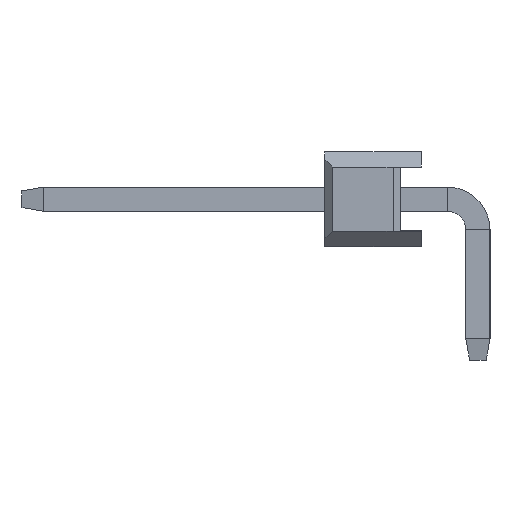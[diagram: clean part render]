
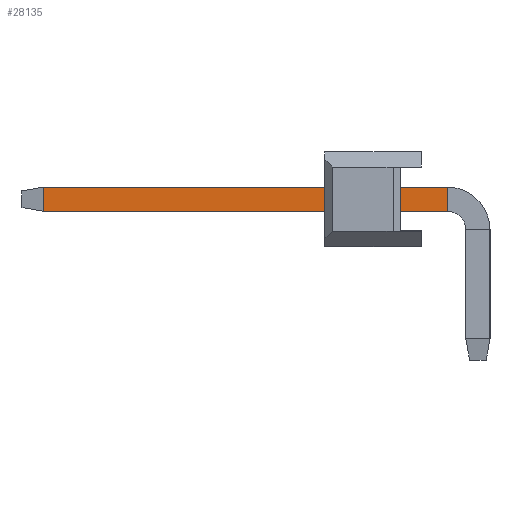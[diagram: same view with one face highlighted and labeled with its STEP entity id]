
A CAD part, left-side view. The second image highlights one B-rep face of the part: STEP entity #28135.
In plain terms, the highlighted planar face has unit normal (-1, 0, 0).
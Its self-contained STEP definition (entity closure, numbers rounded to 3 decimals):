
#2142 = PLANE ( 'NONE',  #20594 ) ;
#2385 = LINE ( 'NONE', #13019, #12649 ) ;
#3431 = VERTEX_POINT ( 'NONE', #7816 ) ;
#3755 = EDGE_CURVE ( 'NONE', #16475, #19306, #22818, .T. ) ;
#5822 = LINE ( 'NONE', #16460, #18335 ) ;
#7132 = LINE ( 'NONE', #17769, #33338 ) ;
#7816 = CARTESIAN_POINT ( 'NONE',  ( -61.28, 9.973, 0.32 ) ) ;
#7823 = EDGE_CURVE ( 'NONE', #3431, #31571, #7132, .T. ) ;
#7920 = VECTOR ( 'NONE', #9548, 1000. ) ;
#8854 = ORIENTED_EDGE ( 'NONE', *, *, #7823, .T. ) ;
#9548 = DIRECTION ( 'NONE',  ( 0., 0., 1. ) ) ;
#12649 = VECTOR ( 'NONE', #23679, 1000. ) ;
#12769 = CARTESIAN_POINT ( 'NONE',  ( -61.28, 10.54, 0.32 ) ) ;
#13019 = CARTESIAN_POINT ( 'NONE',  ( -61.28, 10.54, 0.32 ) ) ;
#16145 = ORIENTED_EDGE ( 'NONE', *, *, #3755, .T. ) ;
#16377 = CARTESIAN_POINT ( 'NONE',  ( -61.28, -0.7, -0.32 ) ) ;
#16460 = CARTESIAN_POINT ( 'NONE',  ( -61.28, 10.54, -0.32 ) ) ;
#16475 = VERTEX_POINT ( 'NONE', #16377 ) ;
#17769 = CARTESIAN_POINT ( 'NONE',  ( -61.28, 9.973, -0.32 ) ) ;
#18335 = VECTOR ( 'NONE', #27131, 1000. ) ;
#19306 = VERTEX_POINT ( 'NONE', #34063 ) ;
#19340 = EDGE_LOOP ( 'NONE', ( #19485, #8854, #20683, #16145 ) ) ;
#19485 = ORIENTED_EDGE ( 'NONE', *, *, #31094, .F. ) ;
#20594 = AXIS2_PLACEMENT_3D ( 'NONE', #12769, #23426, #34008 ) ;
#20683 = ORIENTED_EDGE ( 'NONE', *, *, #33181, .T. ) ;
#22818 = LINE ( 'NONE', #33409, #7920 ) ;
#23426 = DIRECTION ( 'NONE',  ( 1., 0., 0. ) ) ;
#23679 = DIRECTION ( 'NONE',  ( 0., -1., 0. ) ) ;
#26041 = FACE_OUTER_BOUND ( 'NONE', #19340, .T. ) ;
#26940 = CARTESIAN_POINT ( 'NONE',  ( -61.28, 9.973, -0.32 ) ) ;
#27131 = DIRECTION ( 'NONE',  ( 0., -1., 0. ) ) ;
#28135 = ADVANCED_FACE ( 'NONE', ( #26041 ), #2142, .F. ) ;
#28419 = DIRECTION ( 'NONE',  ( 0., 0., -1. ) ) ;
#31094 = EDGE_CURVE ( 'NONE', #3431, #19306, #2385, .T. ) ;
#31571 = VERTEX_POINT ( 'NONE', #26940 ) ;
#33181 = EDGE_CURVE ( 'NONE', #31571, #16475, #5822, .T. ) ;
#33338 = VECTOR ( 'NONE', #28419, 1000. ) ;
#33409 = CARTESIAN_POINT ( 'NONE',  ( -61.28, -0.7, 0.32 ) ) ;
#34008 = DIRECTION ( 'NONE',  ( 0., 0., -1. ) ) ;
#34063 = CARTESIAN_POINT ( 'NONE',  ( -61.28, -0.7, 0.32 ) ) ;
